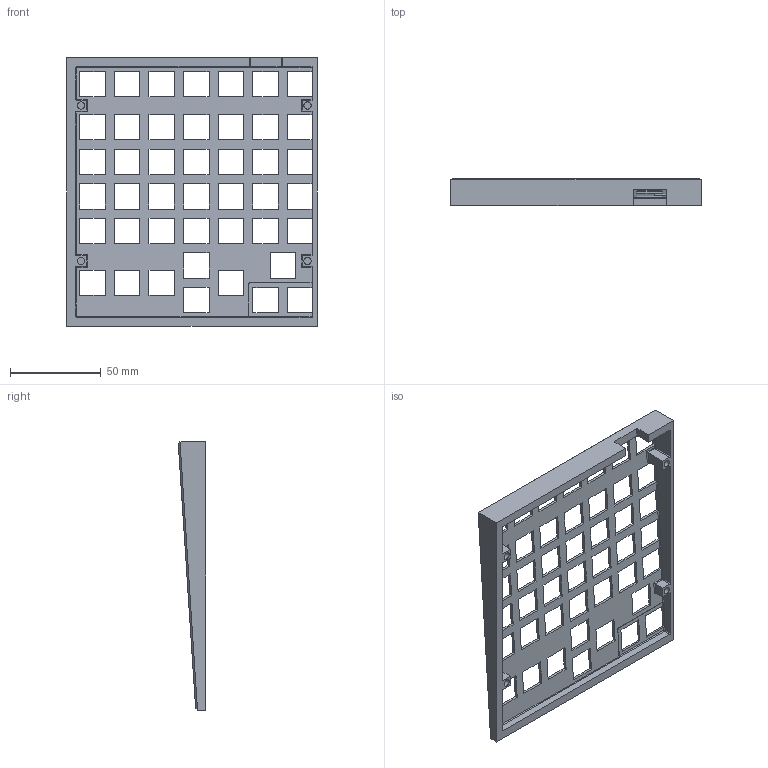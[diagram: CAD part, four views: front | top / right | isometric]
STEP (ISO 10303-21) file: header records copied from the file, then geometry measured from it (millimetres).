
FILE_DESCRIPTION(/* description */ (''),/* implementation_level */ '2;1');
FILE_NAME(/* name */ 'right_top.step',/* time_stamp */ '2020-07-17T17:44:29-06:00',/* author */ (''),/* organization */ (''),/* preprocessor_version */ 'ST-DEVELOPER v18.1',/* originating_system */ 'Autodesk Translation Framework v9.2.0.1227',/* authorisation */ '');
FILE_SCHEMA (('AUTOMOTIVE_DESIGN { 1 0 10303 214 3 1 1 }'));
Length unit declared in the file: millimetre
Products named in the file (1): rh_top
Bounding box: 138.11 x 15.11 x 147.64 mm (x, y, z)
Volume: 39021.2 mm3; surface area: 37907.2 mm2
Topology: 1 solids, 1 shells, 270 faces, 774 edges, 504 vertices
Faces by surface type: plane 217, cylinder 41, sphere 12
Full cylindrical faces by diameter (mm): 4 x4
Entity records: 8900 total; most frequent: CARTESIAN_POINT 1549, ORIENTED_EDGE 1548, DIRECTION 1410, EDGE_CURVE 774, LINE 680, VECTOR 680, VERTEX_POINT 504, AXIS2_PLACEMENT_3D 365
